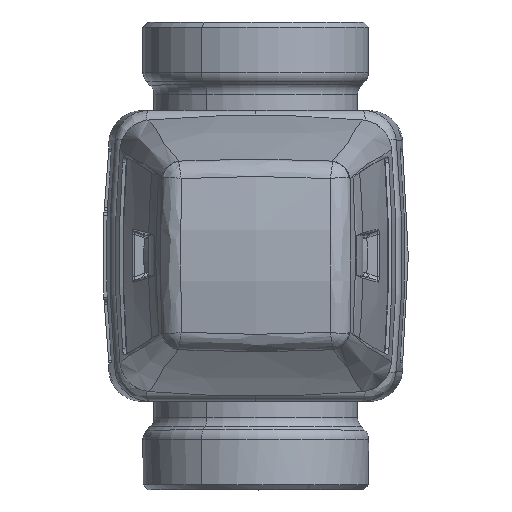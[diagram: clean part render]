
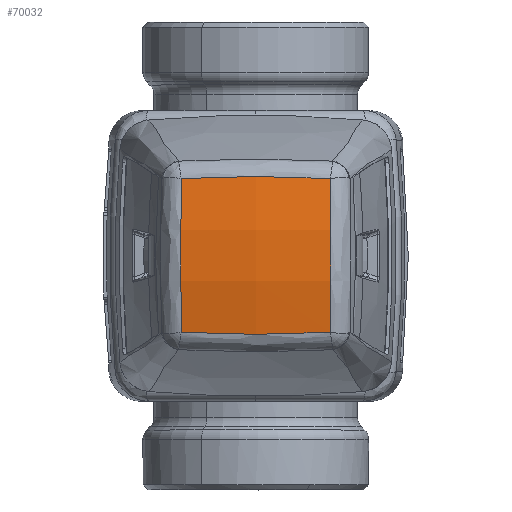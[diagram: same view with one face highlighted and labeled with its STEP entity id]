
A CAD part, top view. The second image highlights one B-rep face of the part: STEP entity #70032.
In plain terms, the highlighted toroidal (fillet/blend) face has major radius 69.5 mm and minor radius 60 mm.
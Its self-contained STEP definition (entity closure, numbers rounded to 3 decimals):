
#67289=CARTESIAN_POINT('Control Point',(11.137,11.51,50.402)) ;
#67290=CARTESIAN_POINT('Control Point',(11.174,8.461,50.997)) ;
#67291=CARTESIAN_POINT('Control Point',(11.199,5.377,51.394)) ;
#67292=CARTESIAN_POINT('Control Point',(11.212,2.275,51.591)) ;
#67293=CARTESIAN_POINT('Control Point',(11.211,-2.363,51.587)) ;
#67294=CARTESIAN_POINT('Control Point',(11.183,-6.975,51.138)) ;
#67295=CARTESIAN_POINT('Control Point',(11.171,-8.494,50.941)) ;
#67296=CARTESIAN_POINT('Control Point',(11.155,-10.006,50.695)) ;
#67297=CARTESIAN_POINT('Control Point',(11.137,-11.51,50.402)) ;
#67298=CARTESIAN_POINT('Vertex',(11.137,-11.51,50.402)) ;
#67300=CARTESIAN_POINT('Vertex',(11.137,11.51,50.402)) ;
#67863=CARTESIAN_POINT('Control Point',(-11.137,11.51,50.402)) ;
#67864=CARTESIAN_POINT('Control Point',(-6.694,11.75,50.741)) ;
#67865=CARTESIAN_POINT('Control Point',(-2.233,11.871,50.911)) ;
#67866=CARTESIAN_POINT('Control Point',(2.233,11.871,50.911)) ;
#67867=CARTESIAN_POINT('Control Point',(6.694,11.75,50.741)) ;
#67868=CARTESIAN_POINT('Control Point',(11.137,11.51,50.402)) ;
#67869=CARTESIAN_POINT('Vertex',(-11.137,11.51,50.402)) ;
#67969=CARTESIAN_POINT('Control Point',(-11.137,-11.51,50.402)) ;
#67970=CARTESIAN_POINT('Control Point',(-11.174,-8.461,50.997)) ;
#67971=CARTESIAN_POINT('Control Point',(-11.199,-5.377,51.394)) ;
#67972=CARTESIAN_POINT('Control Point',(-11.212,-2.274,51.591)) ;
#67973=CARTESIAN_POINT('Control Point',(-11.211,2.363,51.587)) ;
#67974=CARTESIAN_POINT('Control Point',(-11.183,6.975,51.138)) ;
#67975=CARTESIAN_POINT('Control Point',(-11.171,8.494,50.941)) ;
#67976=CARTESIAN_POINT('Control Point',(-11.155,10.006,50.695)) ;
#67977=CARTESIAN_POINT('Control Point',(-11.137,11.51,50.402)) ;
#67978=CARTESIAN_POINT('Vertex',(-11.137,-11.51,50.402)) ;
#68529=CARTESIAN_POINT('Control Point',(11.137,-11.51,50.402)) ;
#68530=CARTESIAN_POINT('Control Point',(6.694,-11.75,50.741)) ;
#68531=CARTESIAN_POINT('Control Point',(2.233,-11.871,50.911)) ;
#68532=CARTESIAN_POINT('Control Point',(-2.233,-11.871,50.911)) ;
#68533=CARTESIAN_POINT('Control Point',(-6.694,-11.75,50.741)) ;
#68534=CARTESIAN_POINT('Control Point',(-11.137,-11.51,50.402)) ;
#70021=CARTESIAN_POINT('Axis2P3D Location',(0.,0.,-77.5)) ;
#70022=DIRECTION('Axis2P3D Direction',(0.,-1.,0.)) ;
#70023=DIRECTION('Axis2P3D XDirection',(-0.479,0.,0.878)) ;
#70024=AXIS2_PLACEMENT_3D('Torus Axis2P3D',#70021,#70022,#70023) ;
#70027=ORIENTED_EDGE('',*,*,#67302,.T.) ;
#70028=ORIENTED_EDGE('',*,*,#67871,.T.) ;
#70029=ORIENTED_EDGE('',*,*,#67980,.T.) ;
#70030=ORIENTED_EDGE('',*,*,#68535,.T.) ;
#70032=ADVANCED_FACE('PartBody',(#70031),#70025,.T.) ;
#67288=B_SPLINE_CURVE_WITH_KNOTS('',5,(#67289,#67290,#67291,#67292,#67293,#67294,#67295,#67296,#67297),.UNSPECIFIED.,.F.,.U.,(6,3,6),(16.061,38.206,49.13),.UNSPECIFIED.) ;
#67862=B_SPLINE_CURVE_WITH_KNOTS('',5,(#67863,#67864,#67865,#67866,#67867,#67868),.UNSPECIFIED.,.F.,.U.,(6,6),(12.397,38.807),.UNSPECIFIED.) ;
#67968=B_SPLINE_CURVE_WITH_KNOTS('',5,(#67969,#67970,#67971,#67972,#67973,#67974,#67975,#67976,#67977),.UNSPECIFIED.,.F.,.U.,(6,3,6),(16.061,38.206,49.13),.UNSPECIFIED.) ;
#68528=B_SPLINE_CURVE_WITH_KNOTS('',5,(#68529,#68530,#68531,#68532,#68533,#68534),.UNSPECIFIED.,.F.,.U.,(6,6),(12.397,38.807),.UNSPECIFIED.) ;
#70025=TOROIDAL_SURFACE('homeo Torus',#70024,69.5,60.) ;
#67302=EDGE_CURVE('',#67299,#67301,#67288,.F.) ;
#67871=EDGE_CURVE('',#67301,#67870,#67862,.F.) ;
#67980=EDGE_CURVE('',#67870,#67979,#67968,.F.) ;
#68535=EDGE_CURVE('',#67979,#67299,#68528,.F.) ;
#70026=EDGE_LOOP('',(#70027,#70028,#70029,#70030)) ;
#70031=FACE_OUTER_BOUND('',#70026,.T.) ;
#67299=VERTEX_POINT('',#67298) ;
#67301=VERTEX_POINT('',#67300) ;
#67870=VERTEX_POINT('',#67869) ;
#67979=VERTEX_POINT('',#67978) ;
